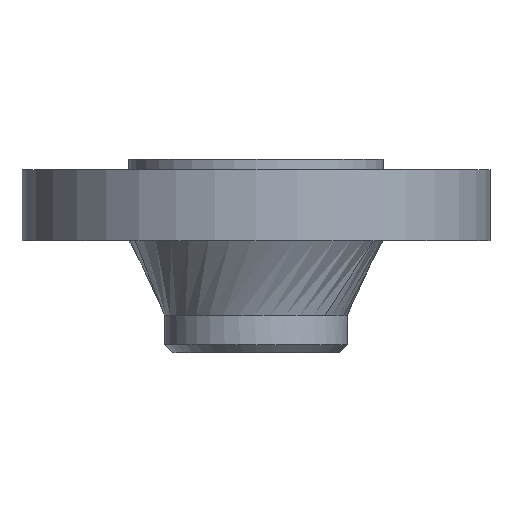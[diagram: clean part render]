
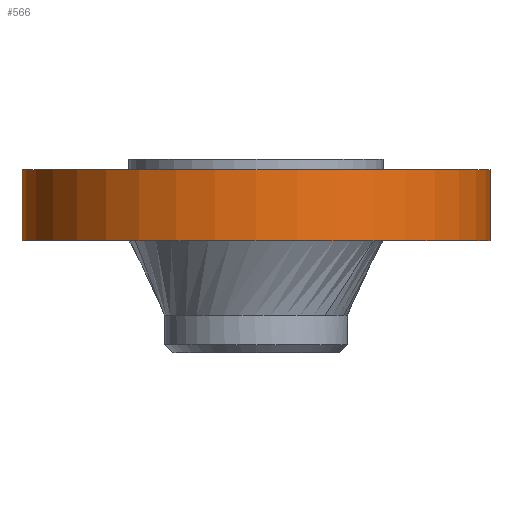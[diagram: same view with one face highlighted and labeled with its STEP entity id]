
A CAD part, front view. The second image highlights one B-rep face of the part: STEP entity #566.
In plain terms, the highlighted cylindrical face has radius 146.05 mm (diameter 292.1 mm), a partial arc.
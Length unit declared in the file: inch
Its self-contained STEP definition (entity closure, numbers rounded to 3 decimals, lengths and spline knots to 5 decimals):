
#2 = AXIS2_PLACEMENT_3D ( 'NONE', #763, #1092, #589 ) ;
#10 = ORIENTED_EDGE ( 'NONE', *, *, #862, .T. ) ;
#59 = CIRCLE ( 'NONE', #690, 5.75 ) ;
#67 = DIRECTION ( 'NONE',  ( 0., 0., 1. ) ) ;
#77 = AXIS2_PLACEMENT_3D ( 'NONE', #292, #209, #706 ) ;
#144 = VERTEX_POINT ( 'NONE', #618 ) ;
#148 = CARTESIAN_POINT ( 'NONE',  ( 5.75, 0., -1.75 ) ) ;
#200 = CARTESIAN_POINT ( 'NONE',  ( -5.75, 0., 0. ) ) ;
#209 = DIRECTION ( 'NONE',  ( 0., 0., 1. ) ) ;
#283 = ORIENTED_EDGE ( 'NONE', *, *, #869, .F. ) ;
#292 = CARTESIAN_POINT ( 'NONE',  ( 0., 0., -18.01346 ) ) ;
#320 = ORIENTED_EDGE ( 'NONE', *, *, #330, .F. ) ;
#323 = CARTESIAN_POINT ( 'NONE',  ( -5.75, 0., -1.75 ) ) ;
#330 = EDGE_CURVE ( 'NONE', #757, #1051, #816, .T. ) ;
#377 = DIRECTION ( 'NONE',  ( 0., 0., -1. ) ) ;
#451 = FACE_OUTER_BOUND ( 'NONE', #525, .T. ) ;
#482 = CARTESIAN_POINT ( 'NONE',  ( -5.75, 0., -18.01346 ) ) ;
#491 = CIRCLE ( 'NONE', #2, 5.75 ) ;
#525 = EDGE_LOOP ( 'NONE', ( #320, #952, #10, #283 ) ) ;
#547 = CYLINDRICAL_SURFACE ( 'NONE', #77, 5.75 ) ;
#566 = ADVANCED_FACE ( 'NONE', ( #451 ), #547, .T. ) ;
#589 = DIRECTION ( 'NONE',  ( 1., 0., 0. ) ) ;
#598 = LINE ( 'NONE', #849, #1022 ) ;
#618 = CARTESIAN_POINT ( 'NONE',  ( 5.75, 0., 0. ) ) ;
#672 = EDGE_CURVE ( 'NONE', #694, #757, #59, .T. ) ;
#690 = AXIS2_PLACEMENT_3D ( 'NONE', #795, #377, #717 ) ;
#694 = VERTEX_POINT ( 'NONE', #148 ) ;
#706 = DIRECTION ( 'NONE',  ( 1., 0., 0. ) ) ;
#717 = DIRECTION ( 'NONE',  ( 1., 0., 0. ) ) ;
#757 = VERTEX_POINT ( 'NONE', #323 ) ;
#763 = CARTESIAN_POINT ( 'NONE',  ( 0., 0., 0. ) ) ;
#795 = CARTESIAN_POINT ( 'NONE',  ( 0., 0., -1.75 ) ) ;
#816 = LINE ( 'NONE', #482, #1015 ) ;
#821 = DIRECTION ( 'NONE',  ( 0., 0., 1. ) ) ;
#849 = CARTESIAN_POINT ( 'NONE',  ( 5.75, 0., -18.01346 ) ) ;
#862 = EDGE_CURVE ( 'NONE', #694, #144, #598, .T. ) ;
#869 = EDGE_CURVE ( 'NONE', #1051, #144, #491, .T. ) ;
#952 = ORIENTED_EDGE ( 'NONE', *, *, #672, .F. ) ;
#1015 = VECTOR ( 'NONE', #821, 39.37008 ) ;
#1022 = VECTOR ( 'NONE', #67, 39.37008 ) ;
#1051 = VERTEX_POINT ( 'NONE', #200 ) ;
#1092 = DIRECTION ( 'NONE',  ( 0., 0., 1. ) ) ;
